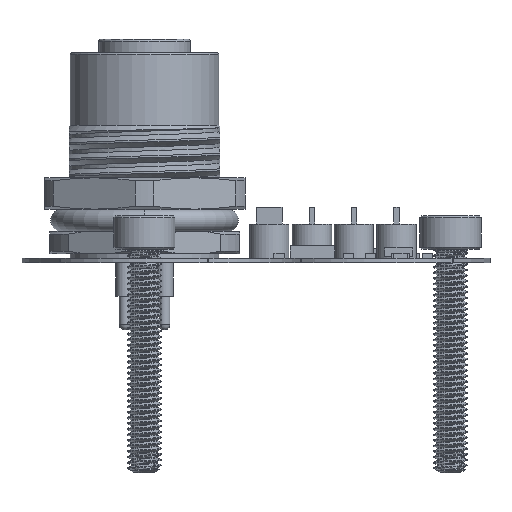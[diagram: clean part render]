
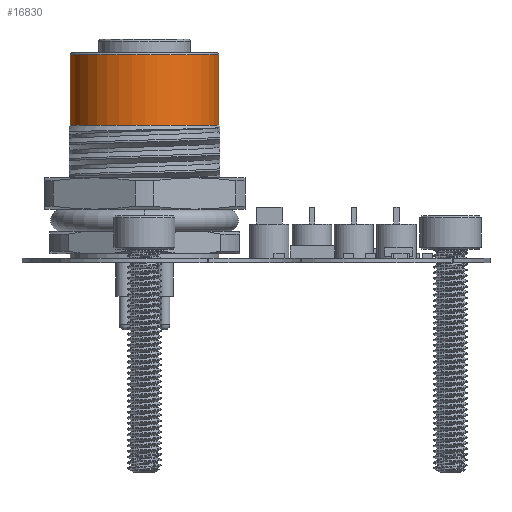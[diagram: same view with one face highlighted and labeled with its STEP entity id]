
A CAD part, front view. The second image highlights one B-rep face of the part: STEP entity #16830.
In plain terms, the highlighted cylindrical face has radius 6.65 mm (diameter 13.3 mm), a partial arc.
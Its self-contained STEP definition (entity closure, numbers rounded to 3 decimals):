
#15084 = VERTEX_POINT('',#15085);
#15085 = CARTESIAN_POINT('',(-6.65,0.,-1.4));
#15092 = EDGE_CURVE('',#15093,#15084,#15095,.T.);
#15093 = VERTEX_POINT('',#15094);
#15094 = CARTESIAN_POINT('',(6.65,0.,-1.4));
#15095 = CIRCLE('',#15096,6.65);
#15096 = AXIS2_PLACEMENT_3D('',#15097,#15098,#15099);
#15097 = CARTESIAN_POINT('',(0.,0.,-1.4));
#15098 = DIRECTION('',(0.,0.,-1.));
#15099 = DIRECTION('',(1.,0.,0.));
#16803 = VERTEX_POINT('',#16804);
#16804 = CARTESIAN_POINT('',(6.65,0.,-7.7));
#16805 = VERTEX_POINT('',#16806);
#16806 = CARTESIAN_POINT('',(-6.65,0.,-7.7));
#16813 = EDGE_CURVE('',#16805,#15084,#16814,.T.);
#16814 = LINE('',#16815,#16816);
#16815 = CARTESIAN_POINT('',(-6.65,0.,-7.7));
#16816 = VECTOR('',#16817,1.);
#16817 = DIRECTION('',(0.,0.,1.));
#16820 = EDGE_CURVE('',#16803,#15093,#16821,.T.);
#16821 = LINE('',#16822,#16823);
#16822 = CARTESIAN_POINT('',(6.65,0.,-7.7));
#16823 = VECTOR('',#16824,1.);
#16824 = DIRECTION('',(0.,0.,1.));
#16830 = ADVANCED_FACE('',(#16831),#16843,.T.);
#16831 = FACE_BOUND('',#16832,.T.);
#16832 = EDGE_LOOP('',(#16833,#16834,#16835,#16842));
#16833 = ORIENTED_EDGE('',*,*,#15092,.T.);
#16834 = ORIENTED_EDGE('',*,*,#16813,.F.);
#16835 = ORIENTED_EDGE('',*,*,#16836,.F.);
#16836 = EDGE_CURVE('',#16803,#16805,#16837,.T.);
#16837 = CIRCLE('',#16838,6.65);
#16838 = AXIS2_PLACEMENT_3D('',#16839,#16840,#16841);
#16839 = CARTESIAN_POINT('',(0.,0.,-7.7));
#16840 = DIRECTION('',(0.,0.,-1.));
#16841 = DIRECTION('',(1.,0.,0.));
#16842 = ORIENTED_EDGE('',*,*,#16820,.T.);
#16843 = CYLINDRICAL_SURFACE('',#16844,6.65);
#16844 = AXIS2_PLACEMENT_3D('',#16845,#16846,#16847);
#16845 = CARTESIAN_POINT('',(0.,0.,-0.26));
#16846 = DIRECTION('',(0.,0.,-1.));
#16847 = DIRECTION('',(-1.,0.,0.));
